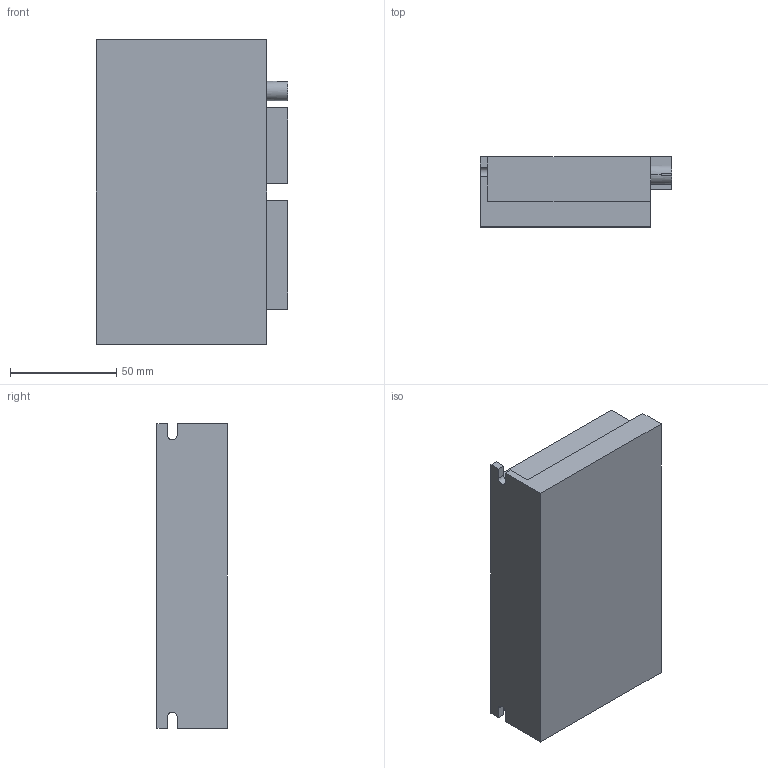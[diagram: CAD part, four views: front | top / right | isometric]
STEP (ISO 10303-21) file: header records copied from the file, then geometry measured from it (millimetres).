
FILE_DESCRIPTION (( 'STEP AP203' ), '1' );
FILE_NAME ('JKBLD300俋倛芞.STEP', '2022-07-20T10:01:54', ( 'WBL' ), ( 'Microsoft' ), 'SwSTEP 2.0', 'SolidWorks 2020', '' );
FILE_SCHEMA (( 'CONFIG_CONTROL_DESIGN' ));
Length unit declared in the file: millimetre
Products named in the file (1): JKBLD300俋倛芞
Bounding box: 90 x 33 x 143 mm (x, y, z)
Volume: 363820 mm3; surface area: 43044.1 mm2
Topology: 4 solids, 4 shells, 41 faces, 99 edges, 66 vertices
Faces by surface type: plane 36, cylinder 5
Entity records: 1258 total; most frequent: CARTESIAN_POINT 207, ORIENTED_EDGE 198, DIRECTION 197, EDGE_CURVE 99, VECTOR 85, LINE 85, VERTEX_POINT 66, AXIS2_PLACEMENT_3D 56
